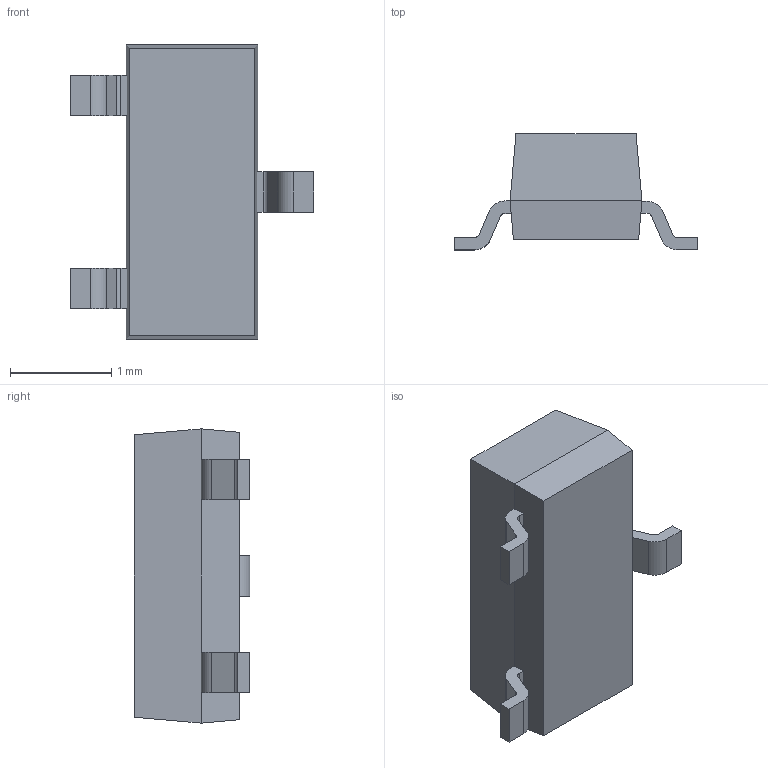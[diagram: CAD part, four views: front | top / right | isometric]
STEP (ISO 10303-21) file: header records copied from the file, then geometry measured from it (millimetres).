
FILE_DESCRIPTION (( 'STEP AP214' ), '1' );
FILE_NAME ('BCW31.STEP', '2024-05-15T11:23:23', ( 'LENOVO' ), ( '' ), 'SwSTEP 2.0', 'SolidWorks 2021', '' );
FILE_SCHEMA (( 'AUTOMOTIVE_DESIGN' ));
Length unit declared in the file: millimetre
Products named in the file (2): BCW31_BCW31; BCW31
Assembly tree (1 placements, depth 2):
  BCW31
    BCW31_BCW31
Bounding box: 2.4 x 1.14 x 2.9 mm (x, y, z)
Volume: 3.8 mm3; surface area: 18 mm2
Topology: 4 solids, 4 shells, 52 faces, 128 edges, 84 vertices
Faces by surface type: plane 40, cylinder 12
Entity records: 1617 total; most frequent: CARTESIAN_POINT 268, DIRECTION 264, ORIENTED_EDGE 256, EDGE_CURVE 128, VECTOR 104, LINE 104, VERTEX_POINT 84, AXIS2_PLACEMENT_3D 80
